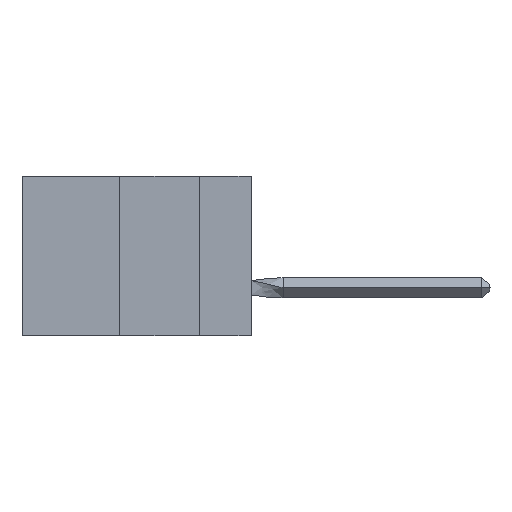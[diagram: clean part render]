
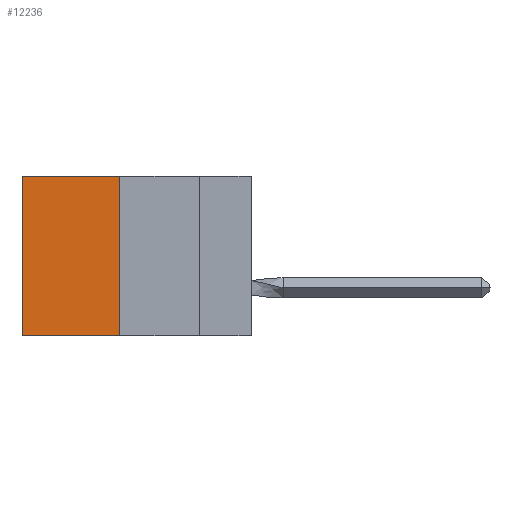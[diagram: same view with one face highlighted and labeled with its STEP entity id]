
A CAD part, left-side view. The second image highlights one B-rep face of the part: STEP entity #12236.
In plain terms, the highlighted planar face has unit normal (-1, 0, 0).
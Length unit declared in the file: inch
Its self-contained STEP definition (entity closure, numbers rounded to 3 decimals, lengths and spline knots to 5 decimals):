
#1558 = DIRECTION ( 'NONE',  ( 0., 0., -1. ) ) ;
#2260 = EDGE_CURVE ( 'NONE', #12800, #12775, #20057, .T. ) ;
#4566 = VECTOR ( 'NONE', #10281, 39.37008 ) ;
#4960 = ORIENTED_EDGE ( 'NONE', *, *, #8031, .T. ) ;
#6482 = VERTEX_POINT ( 'NONE', #28536 ) ;
#7495 = CARTESIAN_POINT ( 'NONE',  ( 0.305, 0.413, 0. ) ) ;
#7785 = ORIENTED_EDGE ( 'NONE', *, *, #18235, .F. ) ;
#7836 = EDGE_LOOP ( 'NONE', ( #27716, #7785, #18923, #4960 ) ) ;
#8031 = EDGE_CURVE ( 'NONE', #12800, #6482, #8956, .T. ) ;
#8047 = CARTESIAN_POINT ( 'NONE',  ( 0.305, 0.413, -0.5 ) ) ;
#8809 = EDGE_CURVE ( 'NONE', #6482, #15863, #24087, .T. ) ;
#8956 = LINE ( 'NONE', #7495, #26878 ) ;
#9314 = FACE_OUTER_BOUND ( 'NONE', #7836, .T. ) ;
#10048 = PLANE ( 'NONE',  #28155 ) ;
#10281 = DIRECTION ( 'NONE',  ( 0., 0., -1. ) ) ;
#10419 = DIRECTION ( 'NONE',  ( 1., 0., 0. ) ) ;
#10450 = CARTESIAN_POINT ( 'NONE',  ( 0.305, 0.72, -0.5 ) ) ;
#12236 = ADVANCED_FACE ( 'NONE', ( #9314 ), #10048, .F. ) ;
#12775 = VERTEX_POINT ( 'NONE', #23696 ) ;
#12800 = VERTEX_POINT ( 'NONE', #17322 ) ;
#14043 = CARTESIAN_POINT ( 'NONE',  ( 0.305, 0.413, -0.5 ) ) ;
#14610 = VECTOR ( 'NONE', #1558, 39.37008 ) ;
#15863 = VERTEX_POINT ( 'NONE', #25741 ) ;
#16806 = LINE ( 'NONE', #14043, #21388 ) ;
#17322 = CARTESIAN_POINT ( 'NONE',  ( 0.305, 0.413, 0. ) ) ;
#18235 = EDGE_CURVE ( 'NONE', #12775, #15863, #16806, .T. ) ;
#18923 = ORIENTED_EDGE ( 'NONE', *, *, #2260, .F. ) ;
#20057 = LINE ( 'NONE', #8047, #4566 ) ;
#20623 = DIRECTION ( 'NONE',  ( 0., 1., 0. ) ) ;
#21380 = DIRECTION ( 'NONE',  ( 0., 0., -1. ) ) ;
#21388 = VECTOR ( 'NONE', #20623, 39.37008 ) ;
#21457 = DIRECTION ( 'NONE',  ( 0., 1., 0. ) ) ;
#23696 = CARTESIAN_POINT ( 'NONE',  ( 0.305, 0.413, -0.5 ) ) ;
#23906 = CARTESIAN_POINT ( 'NONE',  ( 0.305, 0.413, -0.5 ) ) ;
#24087 = LINE ( 'NONE', #10450, #14610 ) ;
#25741 = CARTESIAN_POINT ( 'NONE',  ( 0.305, 0.72, -0.5 ) ) ;
#26878 = VECTOR ( 'NONE', #21457, 39.37008 ) ;
#27716 = ORIENTED_EDGE ( 'NONE', *, *, #8809, .T. ) ;
#28155 = AXIS2_PLACEMENT_3D ( 'NONE', #23906, #10419, #21380 ) ;
#28536 = CARTESIAN_POINT ( 'NONE',  ( 0.305, 0.72, 0. ) ) ;
